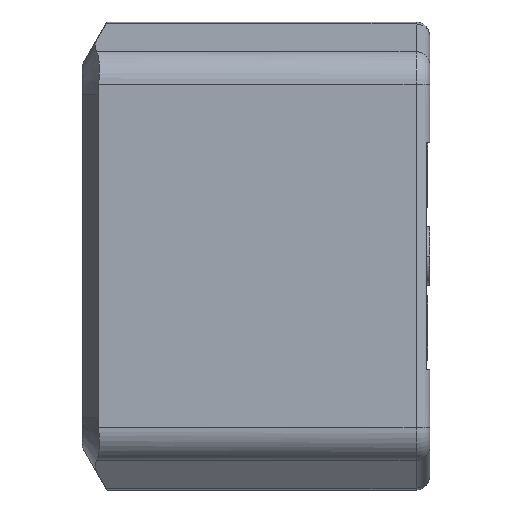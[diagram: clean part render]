
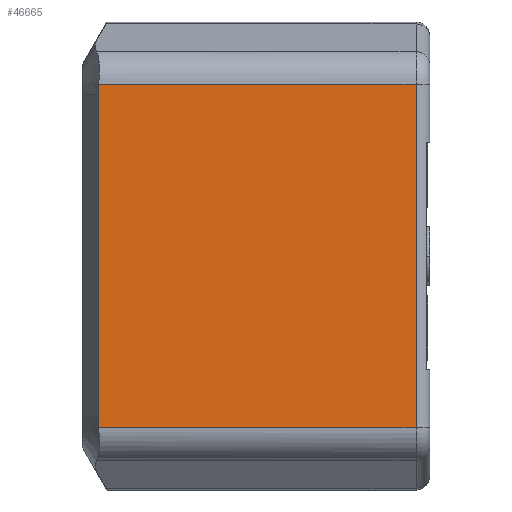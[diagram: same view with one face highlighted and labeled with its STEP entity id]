
A CAD part, left-side view. The second image highlights one B-rep face of the part: STEP entity #46665.
In plain terms, the highlighted planar face has unit normal (-1, 0, 0).
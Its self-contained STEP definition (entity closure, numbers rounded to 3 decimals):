
#14961=DIRECTION('',(0.,-1.,0.));
#14962=VECTOR('',#14961,46.116);
#14963=CARTESIAN_POINT('',(-34.,-2.384,24.969));
#14964=LINE('',#14963,#14962);
#14975=DIRECTION('',(0.,0.,-1.));
#14976=VECTOR('',#14975,49.937);
#14977=CARTESIAN_POINT('',(-34.,-48.5,24.969));
#14978=LINE('',#14977,#14976);
#14979=DIRECTION('',(0.,-1.,0.));
#14980=VECTOR('',#14979,46.116);
#14981=CARTESIAN_POINT('',(-34.,-2.384,-24.969));
#14982=LINE('',#14981,#14980);
#14983=CARTESIAN_POINT('',(-34.,-2.384,-24.969));
#14984=CARTESIAN_POINT('',(-34.,-2.36,-24.724));
#14985=CARTESIAN_POINT('',(-34.,-2.322,-24.234));
#14986=CARTESIAN_POINT('',(-34.,-2.309,-23.745));
#14987=CARTESIAN_POINT('',(-34.,-2.309,-23.5));
#14989=DIRECTION('',(0.,0.,1.));
#14990=VECTOR('',#14989,47.);
#14991=CARTESIAN_POINT('',(-34.,-2.309,-23.5));
#14992=LINE('',#14991,#14990);
#14993=CARTESIAN_POINT('',(-34.,-2.309,23.5));
#14994=CARTESIAN_POINT('',(-34.,-2.309,23.745));
#14995=CARTESIAN_POINT('',(-34.,-2.322,24.235));
#14996=CARTESIAN_POINT('',(-34.,-2.36,24.724));
#14997=CARTESIAN_POINT('',(-34.,-2.384,24.969));
#15016=CARTESIAN_POINT('',(-34.,-2.384,-24.969));
#20976=VERTEX_POINT('',#15016);
#20977=VERTEX_POINT('',#14987);
#20978=CARTESIAN_POINT('',(-34.,-2.309,23.5));
#20979=VERTEX_POINT('',#20978);
#20980=VERTEX_POINT('',#14997);
#24790=CARTESIAN_POINT('',(-34.,-48.5,24.969));
#24791=VERTEX_POINT('',#24790);
#24792=CARTESIAN_POINT('',(-34.,-48.5,-24.969));
#24793=VERTEX_POINT('',#24792);
#46649=CARTESIAN_POINT('',(-34.,0.,-24.969));
#46650=DIRECTION('',(-1.,0.,0.));
#46651=DIRECTION('',(0.,0.,1.));
#46652=AXIS2_PLACEMENT_3D('',#46649,#46650,#46651);
#46653=PLANE('',#46652);
#46654=ORIENTED_EDGE('',*,*,#30458,.T.);
#46656=ORIENTED_EDGE('',*,*,#46655,.F.);
#46657=ORIENTED_EDGE('',*,*,#28100,.T.);
#46659=ORIENTED_EDGE('',*,*,#46658,.T.);
#46661=ORIENTED_EDGE('',*,*,#46660,.T.);
#46662=ORIENTED_EDGE('',*,*,#46641,.T.);
#46663=EDGE_LOOP('',(#46654,#46656,#46657,#46659,#46661,#46662));
#46664=FACE_OUTER_BOUND('',#46663,.F.);
#14988=B_SPLINE_CURVE_WITH_KNOTS('',3,(#14983,#14984,#14985,#14986,#14987),
.UNSPECIFIED.,.F.,.F.,(4,1,4),(0.,0.5,1.),.UNSPECIFIED.);
#14998=B_SPLINE_CURVE_WITH_KNOTS('',3,(#14993,#14994,#14995,#14996,#14997),
.UNSPECIFIED.,.F.,.F.,(4,1,4),(0.,0.5,1.),.UNSPECIFIED.);
#28100=EDGE_CURVE('',#20976,#20977,#14988,.T.);
#30458=EDGE_CURVE('',#24791,#24793,#14978,.T.);
#46641=EDGE_CURVE('',#20980,#24791,#14964,.T.);
#46655=EDGE_CURVE('',#20976,#24793,#14982,.T.);
#46658=EDGE_CURVE('',#20977,#20979,#14992,.T.);
#46660=EDGE_CURVE('',#20979,#20980,#14998,.T.);
#46665=ADVANCED_FACE('',(#46664),#46653,.T.);
